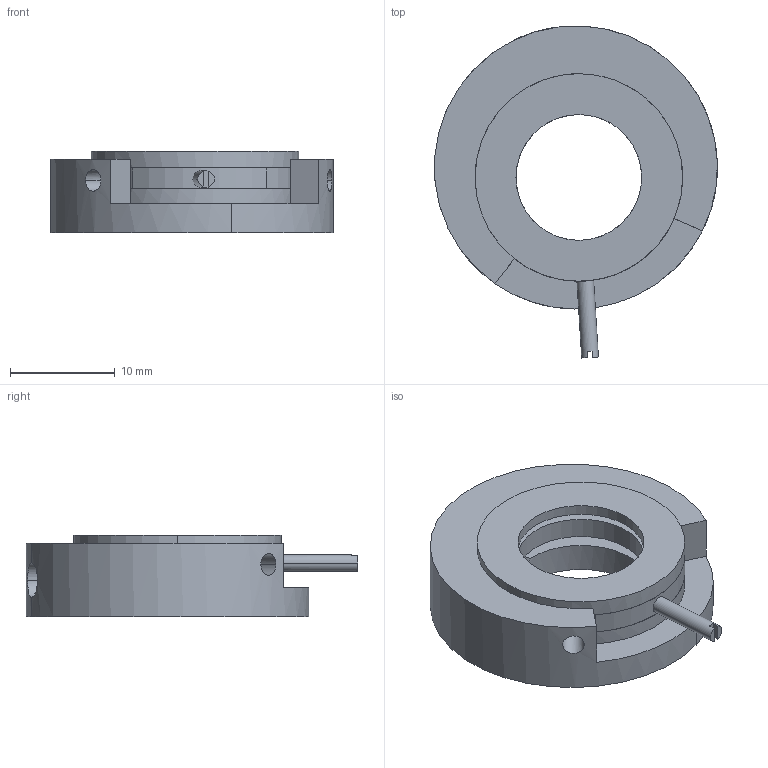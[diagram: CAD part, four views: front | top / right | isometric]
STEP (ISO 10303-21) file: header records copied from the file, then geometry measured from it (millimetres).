
FILE_DESCRIPTION (( 'STEP AP214' ), '1' );
FILE_NAME ('GCM-5702M-三维外形图-20170316.STEP', '2017-03-16T07:01:47', ( 'd' ), ( '' ), 'SwSTEP 2.0', 'SolidWorks 2012', '' );
FILE_SCHEMA (( 'AUTOMOTIVE_DESIGN' ));
Length unit declared in the file: millimetre
Products named in the file (1): GCM-5702M-三维外形图-20170316
Bounding box: 26.97 x 31.66 x 7.8 mm (x, y, z)
Surface area: 2948 mm2 (no closed solid volume)
Topology: 0 solids, 4 shells, 39 faces, 115 edges, 78 vertices
Faces by surface type: cylinder 22, plane 17
Entity records: 1982 total; most frequent: CARTESIAN_POINT 472, DIRECTION 233, ORIENTED_EDGE 200, EDGE_CURVE 115, AXIS2_PLACEMENT_3D 95, VERTEX_POINT 78, CIRCLE 55, EDGE_LOOP 47
